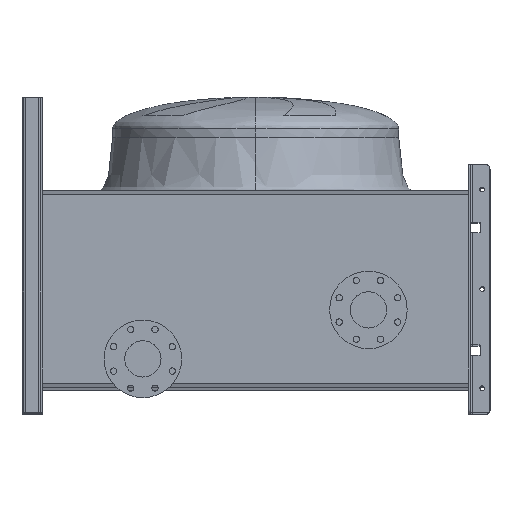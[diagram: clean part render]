
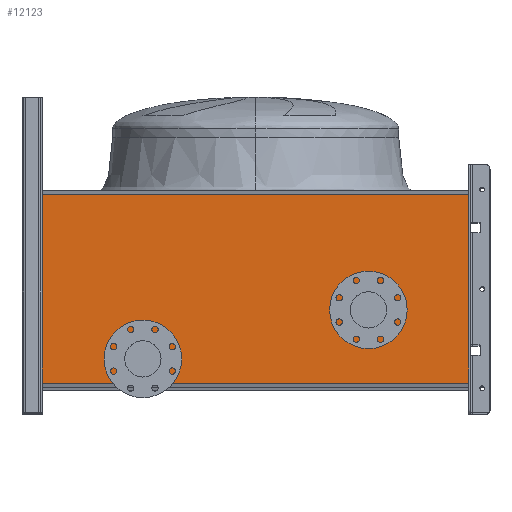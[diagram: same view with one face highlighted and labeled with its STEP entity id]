
A CAD part, top view. The second image highlights one B-rep face of the part: STEP entity #12123.
In plain terms, the highlighted planar face has unit normal (0, 0, 1).
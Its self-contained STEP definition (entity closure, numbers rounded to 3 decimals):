
#49 = CIRCLE ( 'NONE', #1430, 54. ) ;
#65 = CARTESIAN_POINT ( 'NONE',  ( -320., 135., 240. ) ) ;
#214 = CARTESIAN_POINT ( 'NONE',  ( -605., 12.578, 240. ) ) ;
#376 = DIRECTION ( 'NONE',  ( 0., 0., -1. ) ) ;
#420 = PLANE ( 'NONE',  #8806 ) ;
#612 = DIRECTION ( 'NONE',  ( -1., 0., 0. ) ) ;
#623 = EDGE_CURVE ( 'NONE', #12239, #9938, #13355, .T. ) ;
#831 = DIRECTION ( 'NONE',  ( 0., 0., -1. ) ) ;
#849 = VECTOR ( 'NONE', #1119, 1000. ) ;
#990 = VERTEX_POINT ( 'NONE', #65 ) ;
#1106 = CARTESIAN_POINT ( 'NONE',  ( -320., 81., 240. ) ) ;
#1119 = DIRECTION ( 'NONE',  ( 0., -1., 0. ) ) ;
#1430 = AXIS2_PLACEMENT_3D ( 'NONE', #1903, #831, #6445 ) ;
#1635 = DIRECTION ( 'NONE',  ( -1., 0., 0. ) ) ;
#1903 = CARTESIAN_POINT ( 'NONE',  ( -320., 81., 240. ) ) ;
#2186 = EDGE_CURVE ( 'NONE', #10965, #990, #7653, .T. ) ;
#2329 = CARTESIAN_POINT ( 'NONE',  ( 1214.262, 12.578, 240. ) ) ;
#2349 = CIRCLE ( 'NONE', #4893, 54. ) ;
#2360 = VECTOR ( 'NONE', #612, 1000. ) ;
#2371 = LINE ( 'NONE', #5488, #9274 ) ;
#2406 = EDGE_CURVE ( 'NONE', #7984, #5228, #2349, .T. ) ;
#2723 = FACE_OUTER_BOUND ( 'NONE', #10079, .T. ) ;
#3159 = CARTESIAN_POINT ( 'NONE',  ( 320., 220., 240. ) ) ;
#3734 = FACE_BOUND ( 'NONE', #8064, .T. ) ;
#4105 = ORIENTED_EDGE ( 'NONE', *, *, #11744, .T. ) ;
#4152 = CARTESIAN_POINT ( 'NONE',  ( 1214.262, 547.422, 240. ) ) ;
#4302 = LINE ( 'NONE', #9909, #849 ) ;
#4614 = DIRECTION ( 'NONE',  ( 0., -1., 0. ) ) ;
#4786 = EDGE_LOOP ( 'NONE', ( #4105, #8959 ) ) ;
#4857 = CARTESIAN_POINT ( 'NONE',  ( 320., 220., 240. ) ) ;
#4893 = AXIS2_PLACEMENT_3D ( 'NONE', #4857, #376, #9241 ) ;
#5228 = VERTEX_POINT ( 'NONE', #14049 ) ;
#5415 = ORIENTED_EDGE ( 'NONE', *, *, #12058, .F. ) ;
#5488 = CARTESIAN_POINT ( 'NONE',  ( 605., 12.578, 240. ) ) ;
#6120 = AXIS2_PLACEMENT_3D ( 'NONE', #3159, #7553, #9858 ) ;
#6445 = DIRECTION ( 'NONE',  ( -1., 0., 0. ) ) ;
#7291 = ORIENTED_EDGE ( 'NONE', *, *, #623, .F. ) ;
#7529 = EDGE_CURVE ( 'NONE', #5228, #7984, #11180, .T. ) ;
#7553 = DIRECTION ( 'NONE',  ( 0., 0., -1. ) ) ;
#7653 = CIRCLE ( 'NONE', #9951, 54. ) ;
#7873 = DIRECTION ( 'NONE',  ( -1., 0., 0. ) ) ;
#7984 = VERTEX_POINT ( 'NONE', #8438 ) ;
#8064 = EDGE_LOOP ( 'NONE', ( #8970, #13394 ) ) ;
#8396 = EDGE_CURVE ( 'NONE', #9744, #9938, #4302, .T. ) ;
#8438 = CARTESIAN_POINT ( 'NONE',  ( 320., 166., 240. ) ) ;
#8759 = VECTOR ( 'NONE', #7873, 1000. ) ;
#8806 = AXIS2_PLACEMENT_3D ( 'NONE', #11510, #9213, #1635 ) ;
#8959 = ORIENTED_EDGE ( 'NONE', *, *, #2186, .T. ) ;
#8970 = ORIENTED_EDGE ( 'NONE', *, *, #7529, .T. ) ;
#9213 = DIRECTION ( 'NONE',  ( 0., 0., -1. ) ) ;
#9241 = DIRECTION ( 'NONE',  ( -1., 0., 0. ) ) ;
#9274 = VECTOR ( 'NONE', #4614, 1000. ) ;
#9450 = CARTESIAN_POINT ( 'NONE',  ( -605., 547.422, 240. ) ) ;
#9744 = VERTEX_POINT ( 'NONE', #9450 ) ;
#9858 = DIRECTION ( 'NONE',  ( -1., 0., 0. ) ) ;
#9909 = CARTESIAN_POINT ( 'NONE',  ( -605., 12.578, 240. ) ) ;
#9938 = VERTEX_POINT ( 'NONE', #214 ) ;
#9951 = AXIS2_PLACEMENT_3D ( 'NONE', #1106, #11187, #14221 ) ;
#10079 = EDGE_LOOP ( 'NONE', ( #5415, #14210, #10913, #7291 ) ) ;
#10481 = LINE ( 'NONE', #4152, #2360 ) ;
#10913 = ORIENTED_EDGE ( 'NONE', *, *, #8396, .T. ) ;
#10965 = VERTEX_POINT ( 'NONE', #14032 ) ;
#11180 = CIRCLE ( 'NONE', #6120, 54. ) ;
#11187 = DIRECTION ( 'NONE',  ( 0., 0., -1. ) ) ;
#11510 = CARTESIAN_POINT ( 'NONE',  ( 1214.262, 12.578, 240. ) ) ;
#11744 = EDGE_CURVE ( 'NONE', #990, #10965, #49, .T. ) ;
#11801 = CARTESIAN_POINT ( 'NONE',  ( 605., 12.578, 240. ) ) ;
#12058 = EDGE_CURVE ( 'NONE', #13802, #12239, #2371, .T. ) ;
#12123 = ADVANCED_FACE ( 'NONE', ( #12599, #2723, #3734 ), #420, .F. ) ;
#12239 = VERTEX_POINT ( 'NONE', #11801 ) ;
#12485 = EDGE_CURVE ( 'NONE', #13802, #9744, #10481, .T. ) ;
#12599 = FACE_BOUND ( 'NONE', #4786, .T. ) ;
#13276 = CARTESIAN_POINT ( 'NONE',  ( 605., 547.422, 240. ) ) ;
#13355 = LINE ( 'NONE', #2329, #8759 ) ;
#13394 = ORIENTED_EDGE ( 'NONE', *, *, #2406, .T. ) ;
#13802 = VERTEX_POINT ( 'NONE', #13276 ) ;
#14032 = CARTESIAN_POINT ( 'NONE',  ( -320., 27., 240. ) ) ;
#14049 = CARTESIAN_POINT ( 'NONE',  ( 320., 274., 240. ) ) ;
#14210 = ORIENTED_EDGE ( 'NONE', *, *, #12485, .T. ) ;
#14221 = DIRECTION ( 'NONE',  ( -1., 0., 0. ) ) ;
